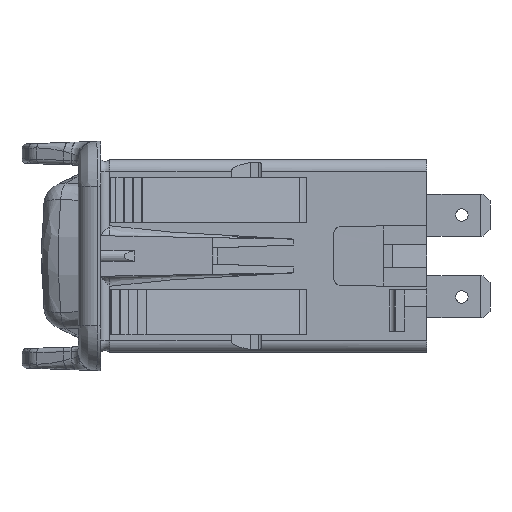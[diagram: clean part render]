
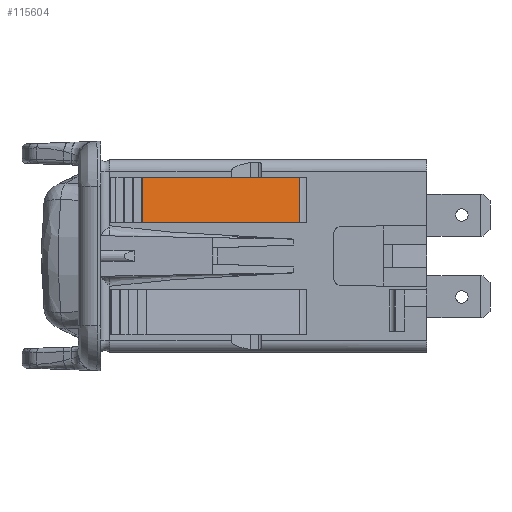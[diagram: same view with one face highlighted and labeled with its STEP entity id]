
A CAD part, left-side view. The second image highlights one B-rep face of the part: STEP entity #115604.
In plain terms, the highlighted planar face has unit normal (-0.951, -0.309, 0).
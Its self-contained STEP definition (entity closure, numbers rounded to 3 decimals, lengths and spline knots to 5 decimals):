
#40556=DIRECTION('',(-0.309,0.951,0.));
#40557=VECTOR('',#40556,0.73483);
#40558=CARTESIAN_POINT('',(-0.78741,0.56508,0.15));
#40559=LINE('',#40558,#40557);
#40624=DIRECTION('',(-0.309,0.951,0.));
#40625=VECTOR('',#40624,0.73483);
#40626=CARTESIAN_POINT('',(-0.78741,0.56508,0.35));
#40627=LINE('',#40626,#40625);
#40699=DIRECTION('',(0.,0.,1.));
#40700=VECTOR('',#40699,0.2);
#40701=CARTESIAN_POINT('',(-0.78741,0.56508,0.15));
#40702=LINE('',#40701,#40700);
#40712=DIRECTION('',(0.,0.,1.));
#40713=VECTOR('',#40712,0.2);
#40714=CARTESIAN_POINT('',(-1.01472,1.26387,0.15));
#40715=LINE('',#40714,#40713);
#53345=CARTESIAN_POINT('',(-1.01472,1.26387,0.15));
#53346=CARTESIAN_POINT('',(-1.01472,1.26387,0.35));
#53347=VERTEX_POINT('',#53345);
#53348=VERTEX_POINT('',#53346);
#53353=CARTESIAN_POINT('',(-0.78741,0.56508,0.15));
#53354=CARTESIAN_POINT('',(-0.78741,0.56508,0.35));
#53355=VERTEX_POINT('',#53353);
#53356=VERTEX_POINT('',#53354);
#115592=CARTESIAN_POINT('',(-0.7825,0.55,0.15));
#115593=DIRECTION('',(0.951,0.309,0.));
#115594=DIRECTION('',(-0.309,0.951,0.));
#115595=AXIS2_PLACEMENT_3D('',#115592,#115593,#115594);
#115596=PLANE('',#115595);
#115597=ORIENTED_EDGE('',*,*,#115586,.F.);
#115598=ORIENTED_EDGE('',*,*,#115440,.T.);
#115600=ORIENTED_EDGE('',*,*,#115599,.T.);
#115601=ORIENTED_EDGE('',*,*,#115504,.F.);
#115602=EDGE_LOOP('',(#115597,#115598,#115600,#115601));
#115603=FACE_OUTER_BOUND('',#115602,.F.);
#115440=EDGE_CURVE('',#53355,#53347,#40559,.T.);
#115504=EDGE_CURVE('',#53356,#53348,#40627,.T.);
#115586=EDGE_CURVE('',#53355,#53356,#40702,.T.);
#115599=EDGE_CURVE('',#53347,#53348,#40715,.T.);
#115604=ADVANCED_FACE('',(#115603),#115596,.F.);
